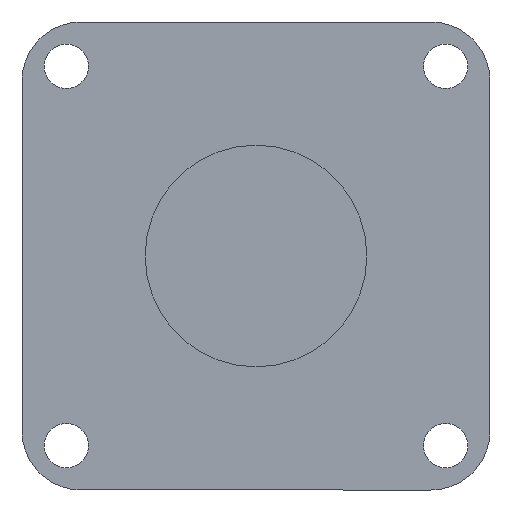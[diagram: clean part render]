
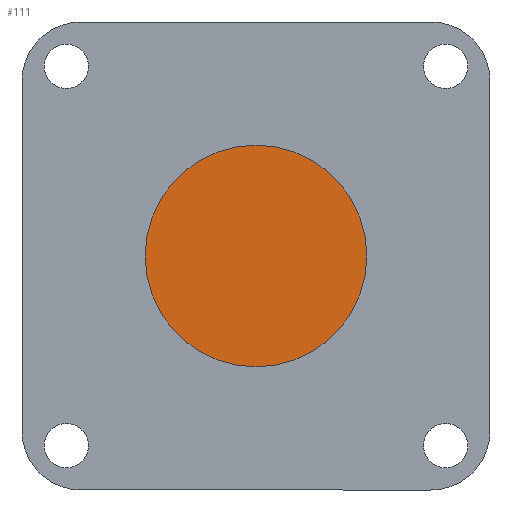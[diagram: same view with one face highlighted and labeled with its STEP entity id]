
A CAD part, front view. The second image highlights one B-rep face of the part: STEP entity #111.
In plain terms, the highlighted planar face has unit normal (0, -1, 0).
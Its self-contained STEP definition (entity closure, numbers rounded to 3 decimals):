
#21 = DIRECTION ( 'NONE',  ( 0., 0., -1. ) ) ;
#36 = FACE_OUTER_BOUND ( 'NONE', #100, .T. ) ;
#46 = CIRCLE ( 'NONE', #1083, 22.5 ) ;
#100 = EDGE_LOOP ( 'NONE', ( #753, #407 ) ) ;
#111 = ADVANCED_FACE ( 'NONE', ( #36 ), #1092, .T. ) ;
#274 = DIRECTION ( 'NONE',  ( 0., -1., 0. ) ) ;
#289 = VERTEX_POINT ( 'NONE', #987 ) ;
#296 = EDGE_CURVE ( 'NONE', #289, #681, #46, .T. ) ;
#369 = CARTESIAN_POINT ( 'NONE',  ( 0., 9., 0. ) ) ;
#402 = CARTESIAN_POINT ( 'NONE',  ( 0., 9., 0. ) ) ;
#407 = ORIENTED_EDGE ( 'NONE', *, *, #529, .T. ) ;
#491 = CARTESIAN_POINT ( 'NONE',  ( 0., 9., 22.5 ) ) ;
#500 = DIRECTION ( 'NONE',  ( 0., 0., -1. ) ) ;
#529 = EDGE_CURVE ( 'NONE', #681, #289, #871, .T. ) ;
#645 = AXIS2_PLACEMENT_3D ( 'NONE', #369, #731, #21 ) ;
#681 = VERTEX_POINT ( 'NONE', #491 ) ;
#731 = DIRECTION ( 'NONE',  ( 0., -1., 0. ) ) ;
#753 = ORIENTED_EDGE ( 'NONE', *, *, #296, .T. ) ;
#803 = AXIS2_PLACEMENT_3D ( 'NONE', #818, #274, #906 ) ;
#818 = CARTESIAN_POINT ( 'NONE',  ( 0., 9., 0. ) ) ;
#871 = CIRCLE ( 'NONE', #803, 22.5 ) ;
#906 = DIRECTION ( 'NONE',  ( 0., 0., -1. ) ) ;
#987 = CARTESIAN_POINT ( 'NONE',  ( 0., 9., -22.5 ) ) ;
#1036 = DIRECTION ( 'NONE',  ( 0., -1., 0. ) ) ;
#1083 = AXIS2_PLACEMENT_3D ( 'NONE', #402, #1036, #500 ) ;
#1092 = PLANE ( 'NONE',  #645 ) ;
